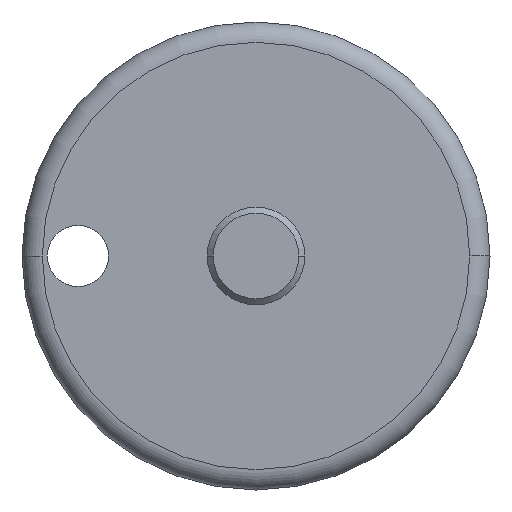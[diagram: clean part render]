
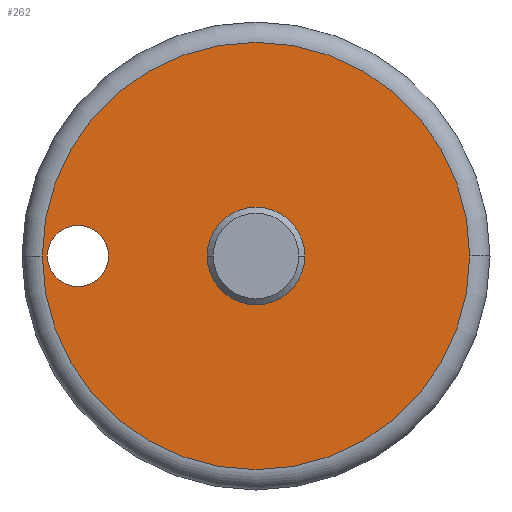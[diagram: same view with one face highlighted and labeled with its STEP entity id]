
A CAD part, left-side view. The second image highlights one B-rep face of the part: STEP entity #262.
In plain terms, the highlighted planar face has unit normal (-1, 0, 0).
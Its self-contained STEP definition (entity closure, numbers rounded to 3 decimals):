
#19 = FACE_BOUND ( 'NONE', #772, .T. ) ;
#29 = DIRECTION ( 'NONE',  ( -1., 0., 0. ) ) ;
#54 = CIRCLE ( 'NONE', #558, 10.5 ) ;
#83 = CARTESIAN_POINT ( 'NONE',  ( -42.681, -1.679, 0. ) ) ;
#87 = CIRCLE ( 'NONE', #905, 1.5 ) ;
#92 = DIRECTION ( 'NONE',  ( 1., 0., 0. ) ) ;
#97 = CARTESIAN_POINT ( 'NONE',  ( -42.681, 9.471, 0. ) ) ;
#111 = CARTESIAN_POINT ( 'NONE',  ( -42.681, 0.721, 0. ) ) ;
#127 = VERTEX_POINT ( 'NONE', #798 ) ;
#136 = CARTESIAN_POINT ( 'NONE',  ( -42.681, 0.721, 0. ) ) ;
#167 = EDGE_LOOP ( 'NONE', ( #465, #450 ) ) ;
#183 = EDGE_CURVE ( 'NONE', #446, #930, #87, .T. ) ;
#214 = CIRCLE ( 'NONE', #943, 10.5 ) ;
#231 = AXIS2_PLACEMENT_3D ( 'NONE', #674, #682, #926 ) ;
#247 = EDGE_CURVE ( 'NONE', #930, #446, #799, .T. ) ;
#262 = ADVANCED_FACE ( 'NONE', ( #19, #344, #999 ), #272, .F. ) ;
#265 = EDGE_CURVE ( 'NONE', #641, #742, #860, .T. ) ;
#272 = PLANE ( 'NONE',  #1008 ) ;
#284 = DIRECTION ( 'NONE',  ( 0., 1., 0. ) ) ;
#287 = CARTESIAN_POINT ( 'NONE',  ( -42.681, 7.971, 0. ) ) ;
#301 = DIRECTION ( 'NONE',  ( 0., 1., 0. ) ) ;
#302 = EDGE_CURVE ( 'NONE', #370, #127, #214, .T. ) ;
#309 = EDGE_CURVE ( 'NONE', #127, #370, #54, .T. ) ;
#344 = FACE_OUTER_BOUND ( 'NONE', #167, .T. ) ;
#370 = VERTEX_POINT ( 'NONE', #467 ) ;
#399 = EDGE_LOOP ( 'NONE', ( #478, #1011 ) ) ;
#435 = DIRECTION ( 'NONE',  ( 1., 0., 0. ) ) ;
#446 = VERTEX_POINT ( 'NONE', #842 ) ;
#450 = ORIENTED_EDGE ( 'NONE', *, *, #309, .T. ) ;
#465 = ORIENTED_EDGE ( 'NONE', *, *, #302, .T. ) ;
#467 = CARTESIAN_POINT ( 'NONE',  ( -42.681, 11.221, 0. ) ) ;
#471 = ORIENTED_EDGE ( 'NONE', *, *, #183, .T. ) ;
#478 = ORIENTED_EDGE ( 'NONE', *, *, #265, .F. ) ;
#558 = AXIS2_PLACEMENT_3D ( 'NONE', #136, #620, #613 ) ;
#562 = CIRCLE ( 'NONE', #759, 2.4 ) ;
#594 = DIRECTION ( 'NONE',  ( 0., 1., 0. ) ) ;
#613 = DIRECTION ( 'NONE',  ( 0., 1., 0. ) ) ;
#620 = DIRECTION ( 'NONE',  ( -1., 0., 0. ) ) ;
#641 = VERTEX_POINT ( 'NONE', #83 ) ;
#655 = CARTESIAN_POINT ( 'NONE',  ( -42.681, 9.471, 0. ) ) ;
#661 = CARTESIAN_POINT ( 'NONE',  ( -42.681, 12.221, 0. ) ) ;
#674 = CARTESIAN_POINT ( 'NONE',  ( -42.681, 0.721, 0. ) ) ;
#682 = DIRECTION ( 'NONE',  ( -1., 0., 0. ) ) ;
#702 = AXIS2_PLACEMENT_3D ( 'NONE', #97, #435, #594 ) ;
#741 = CARTESIAN_POINT ( 'NONE',  ( -42.681, 3.121, 0. ) ) ;
#742 = VERTEX_POINT ( 'NONE', #741 ) ;
#757 = DIRECTION ( 'NONE',  ( 1., 0., 0. ) ) ;
#759 = AXIS2_PLACEMENT_3D ( 'NONE', #111, #29, #948 ) ;
#772 = EDGE_LOOP ( 'NONE', ( #471, #975 ) ) ;
#798 = CARTESIAN_POINT ( 'NONE',  ( -42.681, -9.779, 0. ) ) ;
#799 = CIRCLE ( 'NONE', #702, 1.5 ) ;
#821 = CARTESIAN_POINT ( 'NONE',  ( -42.681, 0.721, 0. ) ) ;
#842 = CARTESIAN_POINT ( 'NONE',  ( -42.681, 10.971, 0. ) ) ;
#847 = EDGE_CURVE ( 'NONE', #742, #641, #562, .T. ) ;
#860 = CIRCLE ( 'NONE', #231, 2.4 ) ;
#905 = AXIS2_PLACEMENT_3D ( 'NONE', #655, #757, #284 ) ;
#926 = DIRECTION ( 'NONE',  ( 0., -1., 0. ) ) ;
#930 = VERTEX_POINT ( 'NONE', #287 ) ;
#943 = AXIS2_PLACEMENT_3D ( 'NONE', #821, #945, #301 ) ;
#945 = DIRECTION ( 'NONE',  ( -1., 0., 0. ) ) ;
#948 = DIRECTION ( 'NONE',  ( 0., -1., 0. ) ) ;
#975 = ORIENTED_EDGE ( 'NONE', *, *, #247, .T. ) ;
#992 = DIRECTION ( 'NONE',  ( 0., 1., 0. ) ) ;
#999 = FACE_BOUND ( 'NONE', #399, .T. ) ;
#1008 = AXIS2_PLACEMENT_3D ( 'NONE', #661, #92, #992 ) ;
#1011 = ORIENTED_EDGE ( 'NONE', *, *, #847, .F. ) ;
